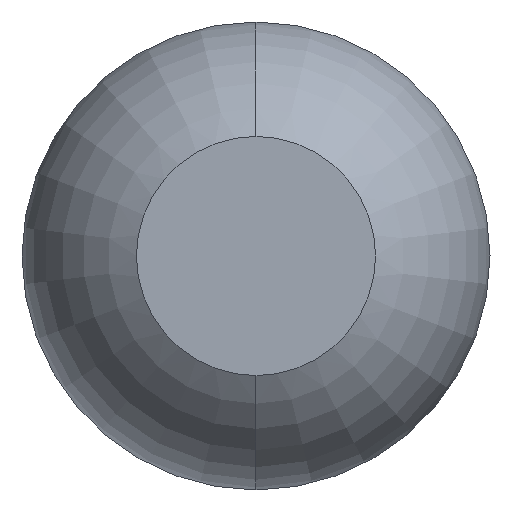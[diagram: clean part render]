
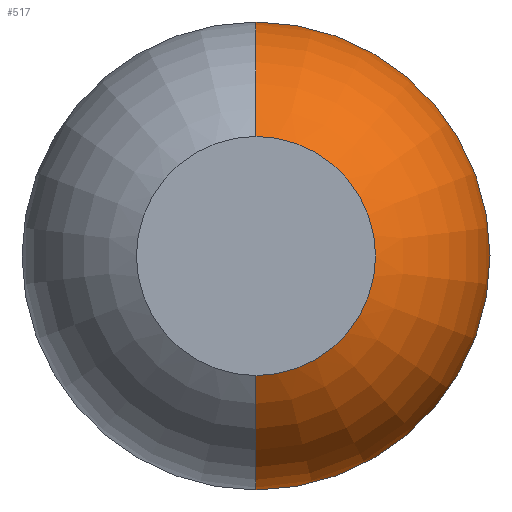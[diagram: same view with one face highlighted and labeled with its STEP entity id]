
A CAD part, front view. The second image highlights one B-rep face of the part: STEP entity #517.
In plain terms, the highlighted toroidal (fillet/blend) face has major radius 0.035 mm and minor radius 0.65 mm.
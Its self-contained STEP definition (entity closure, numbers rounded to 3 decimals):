
#21 = DIRECTION ( 'NONE',  ( 0., 0., -1. ) ) ;
#86 = ORIENTED_EDGE ( 'NONE', *, *, #1774, .T. ) ;
#167 = CARTESIAN_POINT ( 'NONE',  ( 0., -24.431, 0. ) ) ;
#203 = CARTESIAN_POINT ( 'NONE',  ( 0., -24.431, 0. ) ) ;
#517 = ADVANCED_FACE ( 'Defeature ausgef�hrt2_4', ( #1276 ), #1327, .T. ) ;
#755 = VERTEX_POINT ( 'NONE', #2508 ) ;
#774 = AXIS2_PLACEMENT_3D ( 'NONE', #1952, #1292, #21 ) ;
#785 = ORIENTED_EDGE ( 'NONE', *, *, #1540, .F. ) ;
#941 = CIRCLE ( 'NONE', #3370, 0.65 ) ;
#1050 = CARTESIAN_POINT ( 'NONE',  ( 0., -24.431, -0.035 ) ) ;
#1094 = DIRECTION ( 'NONE',  ( 0., -1., 0. ) ) ;
#1210 = ORIENTED_EDGE ( 'NONE', *, *, #3656, .T. ) ;
#1276 = FACE_OUTER_BOUND ( 'NONE', #2863, .T. ) ;
#1292 = DIRECTION ( 'NONE',  ( 0., -1., 0. ) ) ;
#1327 = TOROIDAL_SURFACE ( 'NONE', #3962, 0.035, 0.65 ) ;
#1412 = AXIS2_PLACEMENT_3D ( 'NONE', #203, #2431, #2731 ) ;
#1416 = DIRECTION ( 'NONE',  ( 0., 0., 1. ) ) ;
#1540 = EDGE_CURVE ( 'NONE', #3776, #3384, #2716, .T. ) ;
#1596 = DIRECTION ( 'NONE',  ( 1., 0., 0. ) ) ;
#1774 = EDGE_CURVE ( 'NONE', #755, #4041, #941, .T. ) ;
#1952 = CARTESIAN_POINT ( 'NONE',  ( 0., -25., 0. ) ) ;
#2051 = CIRCLE ( 'NONE', #774, 0.35 ) ;
#2063 = DIRECTION ( 'NONE',  ( -1., 0., 0. ) ) ;
#2125 = CARTESIAN_POINT ( 'NONE',  ( 0., -25., 0.35 ) ) ;
#2431 = DIRECTION ( 'NONE',  ( 0., -1., 0. ) ) ;
#2508 = CARTESIAN_POINT ( 'NONE',  ( 0., -24.431, 0.685 ) ) ;
#2547 = DIRECTION ( 'NONE',  ( 0., 0., -1. ) ) ;
#2716 = CIRCLE ( 'NONE', #3613, 0.65 ) ;
#2731 = DIRECTION ( 'NONE',  ( 0., 0., -1. ) ) ;
#2813 = ORIENTED_EDGE ( 'NONE', *, *, #3351, .F. ) ;
#2827 = CARTESIAN_POINT ( 'NONE',  ( 0., -24.431, 0.035 ) ) ;
#2863 = EDGE_LOOP ( 'NONE', ( #1210, #86, #2813, #785 ) ) ;
#2866 = CIRCLE ( 'NONE', #1412, 0.685 ) ;
#3189 = CARTESIAN_POINT ( 'NONE',  ( 0., -24.431, -0.685 ) ) ;
#3341 = DIRECTION ( 'NONE',  ( 0., 0., -1. ) ) ;
#3351 = EDGE_CURVE ( 'Defeature ausgef�hrt2_18+Defeature ausgef�hrt2_4+Defeature ausgef�hrt2_4+Defeature ausgef�hrt2_4', #3384, #4041, #2051, .T. ) ;
#3370 = AXIS2_PLACEMENT_3D ( 'NONE', #2827, #1596, #2547 ) ;
#3384 = VERTEX_POINT ( 'NONE', #3570 ) ;
#3570 = CARTESIAN_POINT ( 'NONE',  ( 0., -25., -0.35 ) ) ;
#3613 = AXIS2_PLACEMENT_3D ( 'NONE', #1050, #2063, #1416 ) ;
#3656 = EDGE_CURVE ( 'Defeature ausgef�hrt2_4+Defeature ausgef�hrt2_5+Defeature ausgef�hrt2_5+Defeature ausgef�hrt2_5', #3776, #755, #2866, .T. ) ;
#3776 = VERTEX_POINT ( 'NONE', #3189 ) ;
#3962 = AXIS2_PLACEMENT_3D ( 'NONE', #167, #1094, #3341 ) ;
#4041 = VERTEX_POINT ( 'NONE', #2125 ) ;
